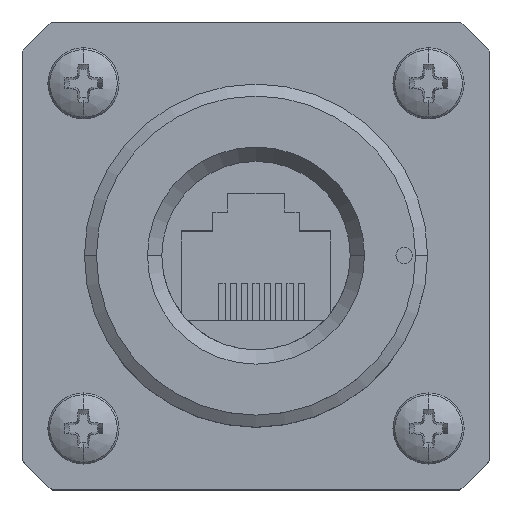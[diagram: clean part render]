
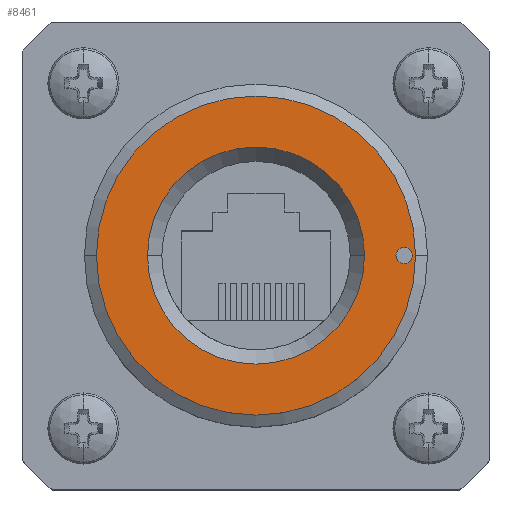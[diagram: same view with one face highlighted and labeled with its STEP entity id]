
A CAD part, top view. The second image highlights one B-rep face of the part: STEP entity #8461.
In plain terms, the highlighted planar face has unit normal (0, 0, 1).
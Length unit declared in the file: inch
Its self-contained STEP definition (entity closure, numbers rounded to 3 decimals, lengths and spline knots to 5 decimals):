
#737 = DIRECTION ( 'NONE',  ( 1., 0., 0. ) ) ;
#738 = DIRECTION ( 'NONE',  ( 0., 0., 1. ) ) ;
#740 = CARTESIAN_POINT ( 'NONE',  ( 0., 0., 0. ) ) ;
#754 = PLANE ( 'NONE',  #14802 ) ;
#2866 = EDGE_LOOP ( 'NONE', ( #18240, #18232 ) ) ;
#3697 = EDGE_CURVE ( 'NONE', #16944, #16942, #6229, .T. ) ;
#3717 = EDGE_CURVE ( 'NONE', #16923, #16924, #6199, .T. ) ;
#3776 = EDGE_CURVE ( 'NONE', #16884, #16883, #6091, .T. ) ;
#3872 = EDGE_CURVE ( 'NONE', #16942, #16944, #10424, .T. ) ;
#3873 = EDGE_CURVE ( 'NONE', #16924, #16923, #10422, .T. ) ;
#3874 = EDGE_CURVE ( 'NONE', #16883, #16884, #10421, .T. ) ;
#4431 = DIRECTION ( 'NONE',  ( 0., 0., 1. ) ) ;
#4461 = DIRECTION ( 'NONE',  ( 0., 0., -1. ) ) ;
#4463 = DIRECTION ( 'NONE',  ( 1., 0., 0. ) ) ;
#4507 = CARTESIAN_POINT ( 'NONE',  ( 0., 0., 0. ) ) ;
#4513 = DIRECTION ( 'NONE',  ( 0., 0., 1. ) ) ;
#4522 = DIRECTION ( 'NONE',  ( 1., 0., 0. ) ) ;
#4575 = CARTESIAN_POINT ( 'NONE',  ( 0., 0., 0. ) ) ;
#4842 = DIRECTION ( 'NONE',  ( 1., 0., 0. ) ) ;
#4858 = CARTESIAN_POINT ( 'NONE',  ( 0.45568, 0., 0. ) ) ;
#5510 = AXIS2_PLACEMENT_3D ( 'NONE', #14488, #14483, #14480 ) ;
#5520 = AXIS2_PLACEMENT_3D ( 'NONE', #13790, #13738, #13752 ) ;
#5545 = AXIS2_PLACEMENT_3D ( 'NONE', #13848, #13843, #13838 ) ;
#5555 = AXIS2_PLACEMENT_3D ( 'NONE', #4858, #4431, #4842 ) ;
#5556 = AXIS2_PLACEMENT_3D ( 'NONE', #4575, #4461, #4463 ) ;
#5557 = AXIS2_PLACEMENT_3D ( 'NONE', #4507, #4513, #4522 ) ;
#6091 = CIRCLE ( 'NONE', #5545, 0.491 ) ;
#6199 = CIRCLE ( 'NONE', #5520, 0.334 ) ;
#6229 = CIRCLE ( 'NONE', #5510, 0.025 ) ;
#8461 = ADVANCED_FACE ( 'NONE', ( #9421, #9432, #9426 ), #754, .T. ) ;
#9421 = FACE_BOUND ( 'NONE', #15883, .T. ) ;
#9426 = FACE_OUTER_BOUND ( 'NONE', #2866, .T. ) ;
#9432 = FACE_BOUND ( 'NONE', #15621, .T. ) ;
#10421 = CIRCLE ( 'NONE', #5557, 0.491 ) ;
#10422 = CIRCLE ( 'NONE', #5556, 0.334 ) ;
#10424 = CIRCLE ( 'NONE', #5555, 0.025 ) ;
#12584 = CARTESIAN_POINT ( 'NONE',  ( -0.491, 0., 0. ) ) ;
#12585 = CARTESIAN_POINT ( 'NONE',  ( 0.491, 0., 0. ) ) ;
#12628 = CARTESIAN_POINT ( 'NONE',  ( 0.334, 0., 0. ) ) ;
#12629 = CARTESIAN_POINT ( 'NONE',  ( -0.334, 0., 0. ) ) ;
#12652 = CARTESIAN_POINT ( 'NONE',  ( 0.48068, 0., 0. ) ) ;
#12655 = CARTESIAN_POINT ( 'NONE',  ( 0.43068, 0., 0. ) ) ;
#13738 = DIRECTION ( 'NONE',  ( 0., 0., -1. ) ) ;
#13752 = DIRECTION ( 'NONE',  ( 1., 0., 0. ) ) ;
#13790 = CARTESIAN_POINT ( 'NONE',  ( 0., 0., 0. ) ) ;
#13838 = DIRECTION ( 'NONE',  ( 1., 0., 0. ) ) ;
#13843 = DIRECTION ( 'NONE',  ( 0., 0., 1. ) ) ;
#13848 = CARTESIAN_POINT ( 'NONE',  ( 0., 0., 0. ) ) ;
#14480 = DIRECTION ( 'NONE',  ( 1., 0., 0. ) ) ;
#14483 = DIRECTION ( 'NONE',  ( 0., 0., 1. ) ) ;
#14488 = CARTESIAN_POINT ( 'NONE',  ( 0.45568, 0., 0. ) ) ;
#14802 = AXIS2_PLACEMENT_3D ( 'NONE', #740, #738, #737 ) ;
#15621 = EDGE_LOOP ( 'NONE', ( #18234, #18242 ) ) ;
#15883 = EDGE_LOOP ( 'NONE', ( #18219, #18249 ) ) ;
#16883 = VERTEX_POINT ( 'NONE', #12584 ) ;
#16884 = VERTEX_POINT ( 'NONE', #12585 ) ;
#16923 = VERTEX_POINT ( 'NONE', #12628 ) ;
#16924 = VERTEX_POINT ( 'NONE', #12629 ) ;
#16942 = VERTEX_POINT ( 'NONE', #12652 ) ;
#16944 = VERTEX_POINT ( 'NONE', #12655 ) ;
#18219 = ORIENTED_EDGE ( 'NONE', *, *, #3872, .F. ) ;
#18232 = ORIENTED_EDGE ( 'NONE', *, *, #3874, .T. ) ;
#18234 = ORIENTED_EDGE ( 'NONE', *, *, #3717, .T. ) ;
#18240 = ORIENTED_EDGE ( 'NONE', *, *, #3776, .T. ) ;
#18242 = ORIENTED_EDGE ( 'NONE', *, *, #3873, .T. ) ;
#18249 = ORIENTED_EDGE ( 'NONE', *, *, #3697, .F. ) ;
